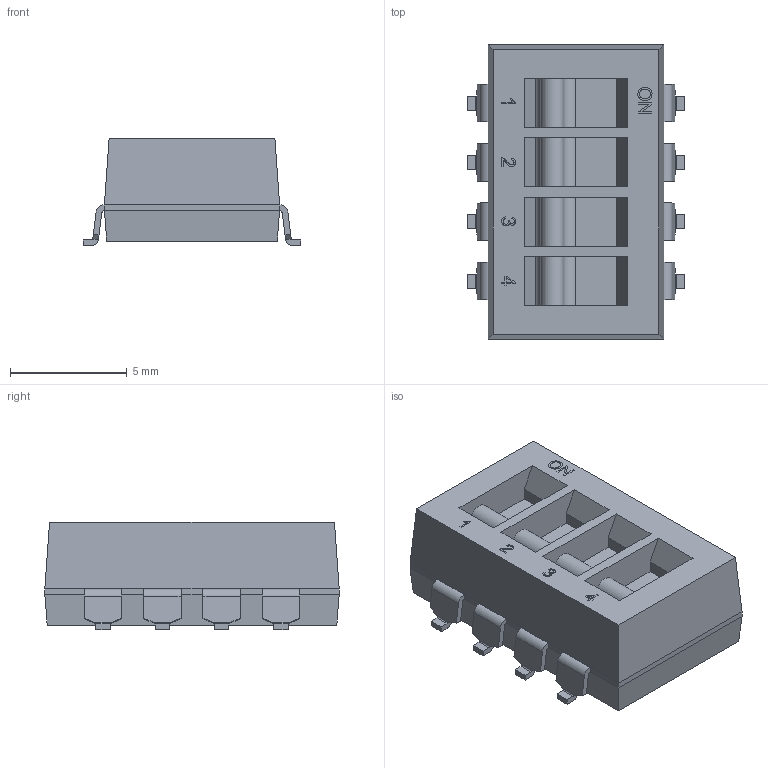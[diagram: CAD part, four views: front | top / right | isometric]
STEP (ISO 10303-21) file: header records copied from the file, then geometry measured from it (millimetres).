
FILE_DESCRIPTION(/* description */ (''),/* implementation_level */ '2;1');
FILE_NAME(/* name */ 'SW_OMRON_A6SN-4101.stp',/* time_stamp */ '2016-12-07T13:58:09+01:00',/* author */ ('riccim'),/* organization */ (''),/* preprocessor_version */ 'ST-DEVELOPER v15.5',/* originating_system */ 'AutoCAD Mechanical',/* authorisation */ '');
FILE_SCHEMA (('AUTOMOTIVE_DESIGN { 1 0 10303 214 3 1 1 }'));
Length unit declared in the file: millimetre
Products named in the file (1): Product
Bounding box: 9.3 x 12.6 x 4.6 mm (x, y, z)
Volume: 367.7 mm3; surface area: 598 mm2
Topology: 27 solids, 27 shells, 852 faces, 2350 edges, 1564 vertices
Faces by surface type: plane 808, cylinder 44
Entity records: 26639 total; most frequent: CARTESIAN_POINT 4767, ORIENTED_EDGE 4700, DIRECTION 4144, EDGE_CURVE 2350, LINE 2262, VECTOR 2262, VERTEX_POINT 1564, AXIS2_PLACEMENT_3D 941
